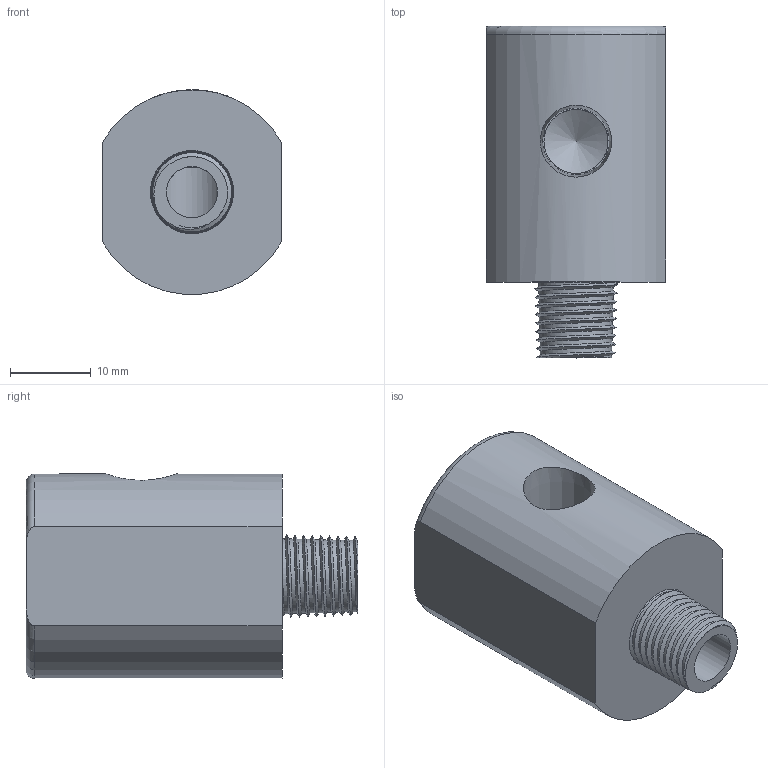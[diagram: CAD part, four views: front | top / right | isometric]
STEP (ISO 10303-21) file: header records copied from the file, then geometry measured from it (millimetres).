
FILE_DESCRIPTION(/* description */ (''),/* implementation_level */ '2;1');
FILE_NAME(/* name */ 'MH145-1C.stp',/* time_stamp */ '2026-02-02T14:30:19-05:00',/* author */ ('cthayer'),/* organization */ (''),/* preprocessor_version */ 'ST-DEVELOPER v20',/* originating_system */ 'Autodesk Inventor 2025',/* authorisation */ '');
FILE_SCHEMA (('AUTOMOTIVE_DESIGN { 1 0 10303 214 3 1 1 }'));
Length unit declared in the file: inch
Products named in the file (1): MHP10144
Bounding box: 22.23 x 41.15 x 25.36 mm (x, y, z)
Volume: 13906.3 mm3; surface area: 4888.8 mm2
Topology: 1 solids, 1 shells, 44 faces, 122 edges, 80 vertices
Faces by surface type: cylinder 21, bspline 9, plane 8, cone 4, torus 2
Full cylindrical faces by diameter (mm): 5.799 x4, 6.35 x1, 7.95 x1
Entity records: 4915 total; most frequent: CARTESIAN_POINT 3826, ORIENTED_EDGE 240, DIRECTION 149, EDGE_CURVE 120, VERTEX_POINT 80, B_SPLINE_CURVE_WITH_KNOTS 60, AXIS2_PLACEMENT_3D 53, EDGE_LOOP 48
